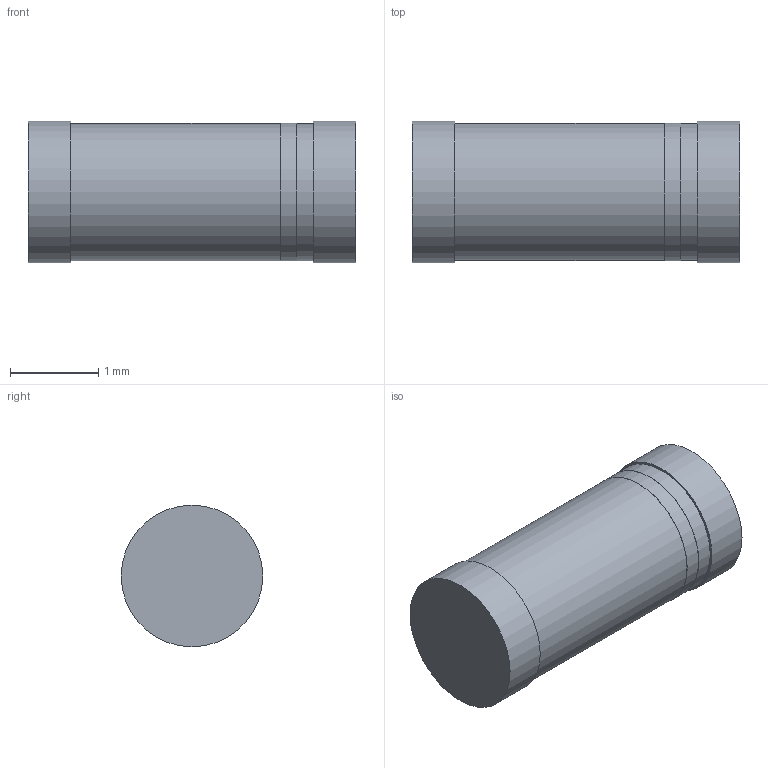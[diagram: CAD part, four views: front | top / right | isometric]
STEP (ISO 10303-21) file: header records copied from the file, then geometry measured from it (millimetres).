
FILE_DESCRIPTION(('STEP AP214'),'1');
FILE_NAME('MELF_SOD-80-L','2019-09-07T20:25:18',(''),(''),'','','');
FILE_SCHEMA(('AUTOMOTIVE_DESIGN'));
Length unit declared in the file: millimetre
Products named in the file (1): product
Bounding box: 3.71 x 1.6 x 1.6 mm (x, y, z)
Volume: 7.1 mm3; surface area: 31.8 mm2
Topology: 3 solids, 7 shells, 13 faces, 23 edges, 18 vertices
Faces by surface type: plane 8, cylinder 5
Full cylindrical faces by diameter (mm): 1.549 x2, 1.554 x1, 1.6 x2
Entity records: 378 total; most frequent: DIRECTION 70, CARTESIAN_POINT 53, AXIS2_PLACEMENT_3D 35, VERTEX_POINT 26, ORIENTED_EDGE 24, EDGE_LOOP 20, CIRCLE 18, EDGE_CURVE 18
